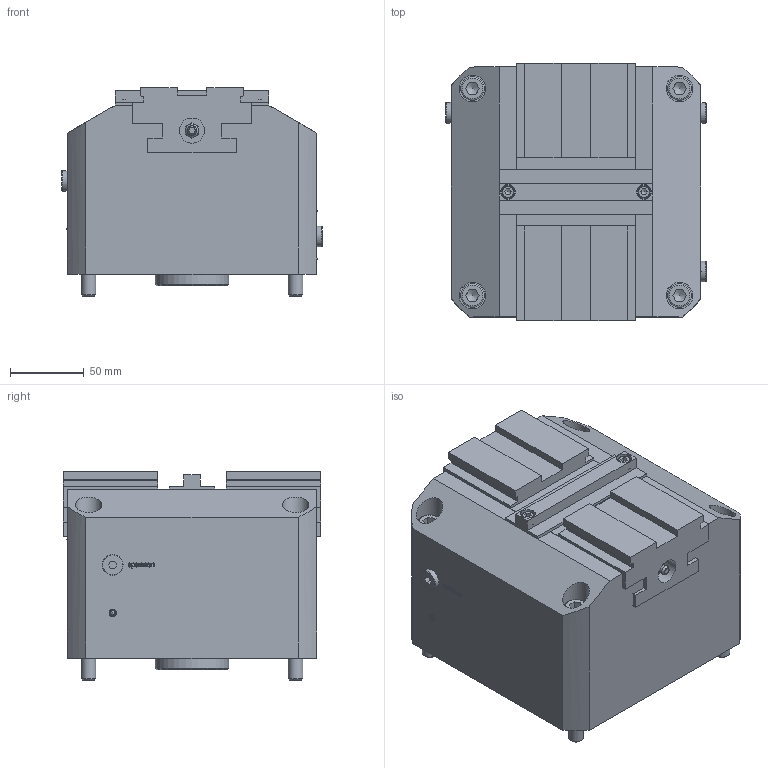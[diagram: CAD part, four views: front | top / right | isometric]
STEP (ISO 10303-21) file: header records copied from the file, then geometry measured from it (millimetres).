
FILE_DESCRIPTION(/* description */ ('Pneum. Zentrierspanner mit Doppelkolben BSP-D-170'),/* implementation_level */ '2;1');
FILE_NAME(/* name */ '152-0170-002-Kunde (verstellbar).stp',/* time_stamp */ '2023-01-20T09:47:55+01:00',/* author */ ('Chiacchiera'),/* organization */ (''),/* preprocessor_version */ 'ST-DEVELOPER v19.2',/* originating_system */ 'Autodesk Inventor 2023',/* authorisation */ '');
FILE_SCHEMA (('AUTOMOTIVE_DESIGN { 1 0 10303 214 3 1 1 }'));
Length unit declared in the file: millimetre
Products named in the file (3): 152-0170-002-Kunde (verstellbar); 152-0170-002-Basis (verstellbar); 152-0170-002-Backe (verstellbar)
Assembly tree (3 placements, depth 2):
  152-0170-002-Kunde (verstellbar)
    152-0170-002-Basis (verstellbar)
    152-0170-002-Backe (verstellbar)  x2
Bounding box: 176 x 174 x 141 mm (x, y, z)
Volume: 3188702.3 mm3; surface area: 225579.4 mm2
Topology: 5 solids, 9 shells, 1447 faces, 3845 edges, 2531 vertices
Faces by surface type: plane 806, bspline 442, cylinder 109, cone 58, torus 20, sphere 12
Full cylindrical faces by diameter (mm): 3 x9, 5 x4, 6.647 x4, 8.5 x2, 10 x18, 11 x12, 12 x4, 14 x3, 16 x4, 17 x2, 18 x4, 50 x1
Entity records: 47293 total; most frequent: CARTESIAN_POINT 14236, ORIENTED_EDGE 7360, DIRECTION 4946, EDGE_CURVE 3680, VERTEX_POINT 2443, LINE 2306, VECTOR 2306, EDGE_LOOP 1549
